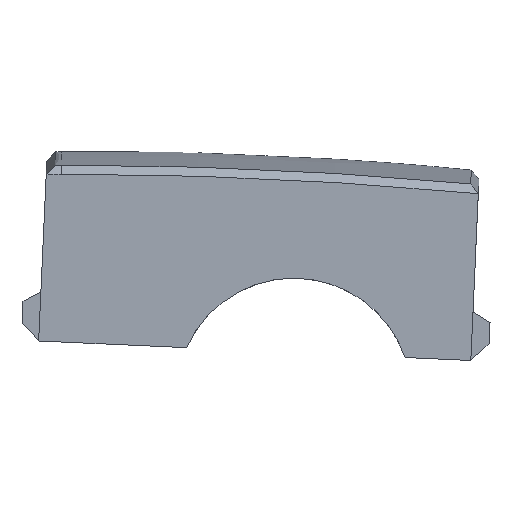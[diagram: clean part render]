
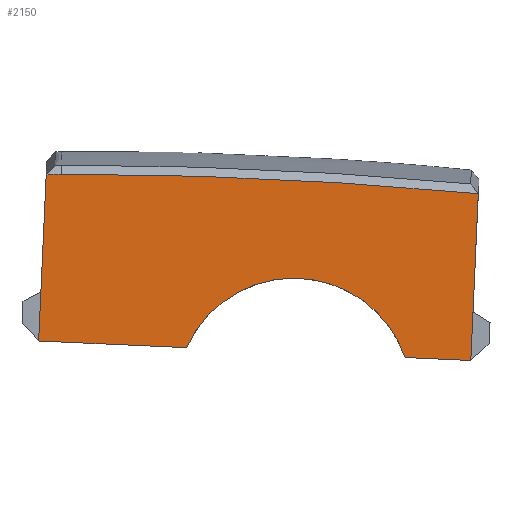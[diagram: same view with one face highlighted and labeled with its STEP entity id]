
A CAD part, left-side view. The second image highlights one B-rep face of the part: STEP entity #2150.
In plain terms, the highlighted planar face has unit normal (-1, 0, 0).
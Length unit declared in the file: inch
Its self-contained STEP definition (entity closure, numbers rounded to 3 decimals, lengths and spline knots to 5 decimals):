
#97 = CARTESIAN_POINT ( 'NONE',  ( -1.01211, -0.85673, 1.3455 ) ) ;
#116 = CARTESIAN_POINT ( 'NONE',  ( -1.01211, -0.59573, 1.66567 ) ) ;
#128 = LINE ( 'NONE', #194, #404 ) ;
#160 = DIRECTION ( 'NONE',  ( 0., 0., -1. ) ) ;
#172 = VERTEX_POINT ( 'NONE', #1501 ) ;
#173 = VERTEX_POINT ( 'NONE', #97 ) ;
#174 = CIRCLE ( 'NONE', #2089, 8.27707 ) ;
#194 = CARTESIAN_POINT ( 'NONE',  ( -1.01211, -1.38523, 1.32163 ) ) ;
#259 = CARTESIAN_POINT ( 'NONE',  ( -1.01211, -0.59701, 1.66709 ) ) ;
#265 = CIRCLE ( 'NONE', #2862, 0.21875 ) ;
#275 = FACE_OUTER_BOUND ( 'NONE', #2121, .T. ) ;
#285 = ORIENTED_EDGE ( 'NONE', *, *, #2774, .T. ) ;
#298 = DIRECTION ( 'NONE',  ( 1., 0., 0. ) ) ;
#404 = VECTOR ( 'NONE', #575, 39.37008 ) ;
#473 = VECTOR ( 'NONE', #1814, 39.37008 ) ;
#532 = ORIENTED_EDGE ( 'NONE', *, *, #3719, .T. ) ;
#535 = ORIENTED_EDGE ( 'NONE', *, *, #3138, .T. ) ;
#554 = DIRECTION ( 'NONE',  ( 0., -0.045, 0.999 ) ) ;
#567 = DIRECTION ( 'NONE',  ( 0., -0.045, 0.999 ) ) ;
#575 = DIRECTION ( 'NONE',  ( 0., 0.999, 0.045 ) ) ;
#596 = EDGE_CURVE ( 'NONE', #173, #954, #2897, .T. ) ;
#678 = DIRECTION ( 'NONE',  ( -1., 0., 0. ) ) ;
#728 = CARTESIAN_POINT ( 'NONE',  ( -1.01211, -0.6245, 1.66818 ) ) ;
#759 = DIRECTION ( 'NONE',  ( 0., 0., -1. ) ) ;
#779 = CARTESIAN_POINT ( 'NONE',  ( -1.01211, -1.26318, 1.32714 ) ) ;
#954 = VERTEX_POINT ( 'NONE', #3409 ) ;
#1089 = CARTESIAN_POINT ( 'NONE',  ( -1.01211, -0.59573, 1.66567 ) ) ;
#1365 = CARTESIAN_POINT ( 'NONE',  ( -1.01211, -0.6245, 1.31918 ) ) ;
#1385 = VECTOR ( 'NONE', #554, 39.37008 ) ;
#1448 = AXIS2_PLACEMENT_3D ( 'NONE', #1902, #2805, #759 ) ;
#1501 = CARTESIAN_POINT ( 'NONE',  ( -1.01211, -1.38523, 1.32163 ) ) ;
#1534 = DIRECTION ( 'NONE',  ( 0., 0., -1. ) ) ;
#1699 = LINE ( 'NONE', #3407, #1385 ) ;
#1790 = CIRCLE ( 'NONE', #2253, 0.21875 ) ;
#1814 = DIRECTION ( 'NONE',  ( 0., 0.999, 0.045 ) ) ;
#1854 = DIRECTION ( 'NONE',  ( 1., 0., 0. ) ) ;
#1893 = PLANE ( 'NONE',  #1448 ) ;
#1902 = CARTESIAN_POINT ( 'NONE',  ( -1.01211, -1.31834, -0.15935 ) ) ;
#1959 = B_SPLINE_CURVE_WITH_KNOTS ( 'NONE', 3,
 ( #259, #2015, #3699, #1089 ),
 .UNSPECIFIED., .F., .F.,
 ( 4, 4 ),
 ( 0., 1. ),
 .UNSPECIFIED. ) ;
#1967 = CARTESIAN_POINT ( 'NONE',  ( -1.01211, -0.51494, -0.12306 ) ) ;
#1975 = VERTEX_POINT ( 'NONE', #116 ) ;
#2015 = CARTESIAN_POINT ( 'NONE',  ( -1.01211, -0.59659, 1.66662 ) ) ;
#2089 = AXIS2_PLACEMENT_3D ( 'NONE', #2702, #678, #1534 ) ;
#2107 = ORIENTED_EDGE ( 'NONE', *, *, #596, .F. ) ;
#2121 = EDGE_LOOP ( 'NONE', ( #3042, #3177, #532, #285, #2460, #2107, #2489, #535, #3586 ) ) ;
#2150 = ADVANCED_FACE ( 'NONE', ( #275 ), #1893, .F. ) ;
#2176 = EDGE_CURVE ( 'NONE', #954, #1975, #3600, .T. ) ;
#2191 = EDGE_CURVE ( 'NONE', #172, #3472, #1699, .T. ) ;
#2253 = AXIS2_PLACEMENT_3D ( 'NONE', #3430, #298, #2894 ) ;
#2296 = CARTESIAN_POINT ( 'NONE',  ( -1.01211, -0.59701, 1.66709 ) ) ;
#2372 = VERTEX_POINT ( 'NONE', #2296 ) ;
#2460 = ORIENTED_EDGE ( 'NONE', *, *, #2176, .F. ) ;
#2489 = ORIENTED_EDGE ( 'NONE', *, *, #3622, .T. ) ;
#2555 = VERTEX_POINT ( 'NONE', #728 ) ;
#2688 = CARTESIAN_POINT ( 'NONE',  ( -1.01211, -1.39924, 1.63184 ) ) ;
#2702 = CARTESIAN_POINT ( 'NONE',  ( -1.01211, -0.6245, -6.60889 ) ) ;
#2745 = VERTEX_POINT ( 'NONE', #779 ) ;
#2774 = EDGE_CURVE ( 'NONE', #2372, #1975, #1959, .T. ) ;
#2805 = DIRECTION ( 'NONE',  ( 1., 0., 0. ) ) ;
#2862 = AXIS2_PLACEMENT_3D ( 'NONE', #3608, #1854, #160 ) ;
#2894 = DIRECTION ( 'NONE',  ( 0., 0., -1. ) ) ;
#2897 = LINE ( 'NONE', #3484, #473 ) ;
#2946 = CARTESIAN_POINT ( 'NONE',  ( -1.01211, -1.05632, 1.47473 ) ) ;
#2973 = EDGE_CURVE ( 'NONE', #172, #2745, #128, .T. ) ;
#3042 = ORIENTED_EDGE ( 'NONE', *, *, #2191, .T. ) ;
#3084 = DIRECTION ( 'NONE',  ( 0., 0., -1. ) ) ;
#3138 = EDGE_CURVE ( 'NONE', #3315, #2745, #1790, .T. ) ;
#3177 = ORIENTED_EDGE ( 'NONE', *, *, #3462, .T. ) ;
#3315 = VERTEX_POINT ( 'NONE', #2946 ) ;
#3327 = VECTOR ( 'NONE', #567, 39.37008 ) ;
#3407 = CARTESIAN_POINT ( 'NONE',  ( -1.01211, -1.31834, -0.15935 ) ) ;
#3409 = CARTESIAN_POINT ( 'NONE',  ( -1.01211, -0.58183, 1.35792 ) ) ;
#3430 = CARTESIAN_POINT ( 'NONE',  ( -1.01211, -1.05632, 1.25598 ) ) ;
#3462 = EDGE_CURVE ( 'NONE', #3472, #2555, #174, .T. ) ;
#3472 = VERTEX_POINT ( 'NONE', #2688 ) ;
#3484 = CARTESIAN_POINT ( 'NONE',  ( -1.01211, -1.38523, 1.32163 ) ) ;
#3586 = ORIENTED_EDGE ( 'NONE', *, *, #2973, .F. ) ;
#3600 = LINE ( 'NONE', #1967, #3327 ) ;
#3608 = CARTESIAN_POINT ( 'NONE',  ( -1.01211, -1.05632, 1.25598 ) ) ;
#3622 = EDGE_CURVE ( 'NONE', #173, #3315, #265, .T. ) ;
#3682 = CIRCLE ( 'NONE', #3689, 0.349 ) ;
#3683 = DIRECTION ( 'NONE',  ( -1., 0., 0. ) ) ;
#3689 = AXIS2_PLACEMENT_3D ( 'NONE', #1365, #3683, #3084 ) ;
#3699 = CARTESIAN_POINT ( 'NONE',  ( -1.01211, -0.59616, 1.66615 ) ) ;
#3719 = EDGE_CURVE ( 'NONE', #2555, #2372, #3682, .T. ) ;
